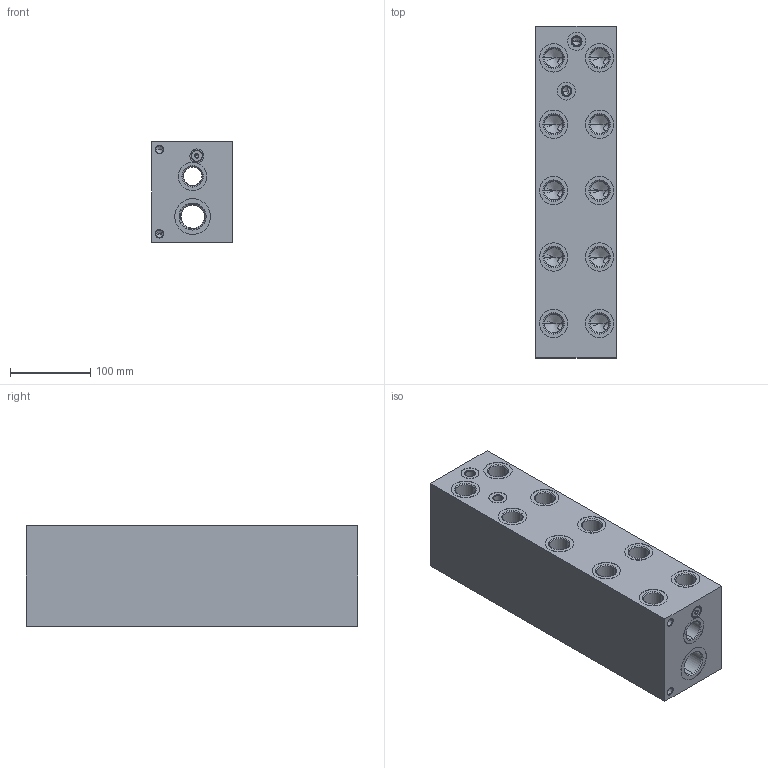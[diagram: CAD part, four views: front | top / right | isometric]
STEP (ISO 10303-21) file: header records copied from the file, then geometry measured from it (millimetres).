
FILE_DESCRIPTION((''),'2;1');
FILE_NAME('VRY_ASM','2023-12-06T',('ProEService'),(''),'PRO/ENGINEER BY PARAMETRIC TECHNOLOGY CORPORATION, 2014200','PRO/ENGINEER BY PARAMETRIC TECHNOLOGY CORPORATION, 2014200','');
FILE_SCHEMA(('CONFIG_CONTROL_DESIGN'));
Length unit declared in the file: inch
Products named in the file (3): 153-408-003; A330-006-004; VRY_ASM
Assembly tree (3 placements, depth 2):
  VRY_ASM
    153-408-003
    A330-006-004  x2
Bounding box: 100.03 x 412.75 x 125.43 mm (x, y, z)
Volume: 4284786.9 mm3; surface area: 380779.5 mm2
Topology: 3 solids, 3 shells, 545 faces, 1895 edges, 1580 vertices
Faces by surface type: cone 253, cylinder 230, plane 56, torus 6
Entity records: 21334 total; most frequent: CARTESIAN_POINT 6475, DIRECTION 3191, ORIENTED_EDGE 2708, EDGE_CURVE 1354, AXIS2_PLACEMENT_3D 1147, VECTOR 897, LINE 897, VERTEX_POINT 882
